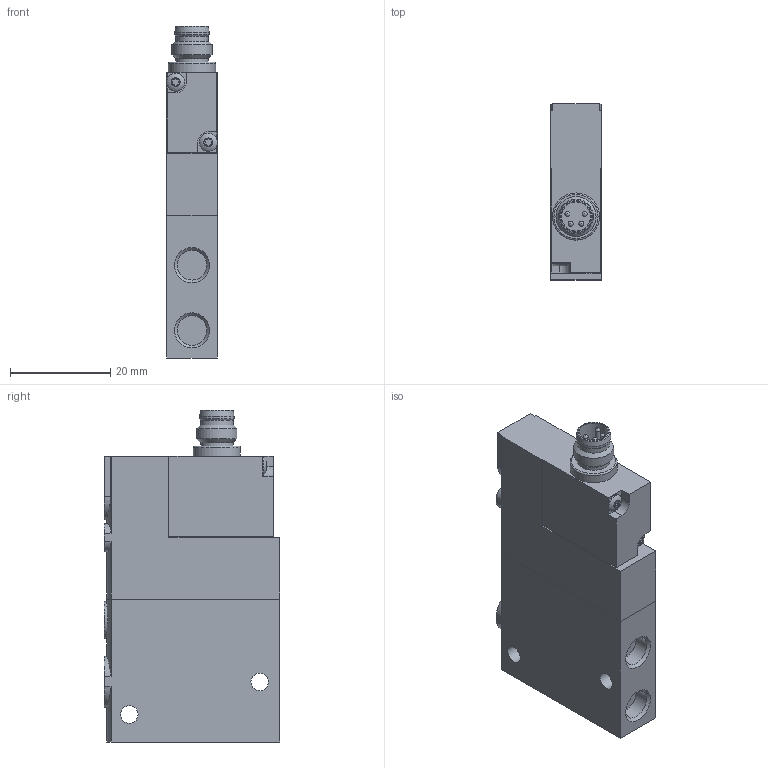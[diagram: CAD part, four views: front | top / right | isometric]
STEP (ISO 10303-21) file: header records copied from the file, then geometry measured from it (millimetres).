
FILE_DESCRIPTION(/* description */ ('STEP AP214'),/* implementation_level */ '2;1');
FILE_NAME(/* name */ '550234_CPE10-M1CH-3GLS-M7',/* time_stamp */ '2024-08-06T16:10:45+02:00',/* author */ ('License CC BY-ND 4.0'),/* organization */ ('CADENAS'),/* preprocessor_version */ 'ST-DEVELOPER v19.3',/* originating_system */ 'PARTsolutions',/* authorisation */ ' ');
FILE_SCHEMA (('AUTOMOTIVE_DESIGN {1 0 10303 214 3 1 1}'));
Length unit declared in the file: millimetre
Products named in the file (3): 550234 CPE10-M1CH-3GLS-M7; CPE10-...-3/2; CPE10-KMYZ9_M1CH
Assembly tree (2 placements, depth 2):
  550234 CPE10-M1CH-3GLS-M7
    CPE10-...-3/2
    CPE10-KMYZ9_M1CH
Bounding box: 10.1 x 35 x 66.2 mm (x, y, z)
Volume: 19096.6 mm3; surface area: 7621.7 mm2
Topology: 2 solids, 2 shells, 127 faces, 309 edges, 196 vertices
Faces by surface type: cylinder 55, plane 42, cone 22, torus 4, sphere 4
Full cylindrical faces by diameter (mm): 1 x4, 2 x1, 2.459 x2, 3.5 x2, 3.6 x2, 4.55 x1, 5.8 x1, 5.917 x3, 6.5 x2, 6.9 x1, 8 x1, 9.4 x1
Entity records: 3538 total; most frequent: CARTESIAN_POINT 726, DIRECTION 577, ORIENTED_EDGE 510, EDGE_CURVE 255, AXIS2_PLACEMENT_3D 233, VERTEX_POINT 181, EDGE_LOOP 180, FACE_BOUND 180
